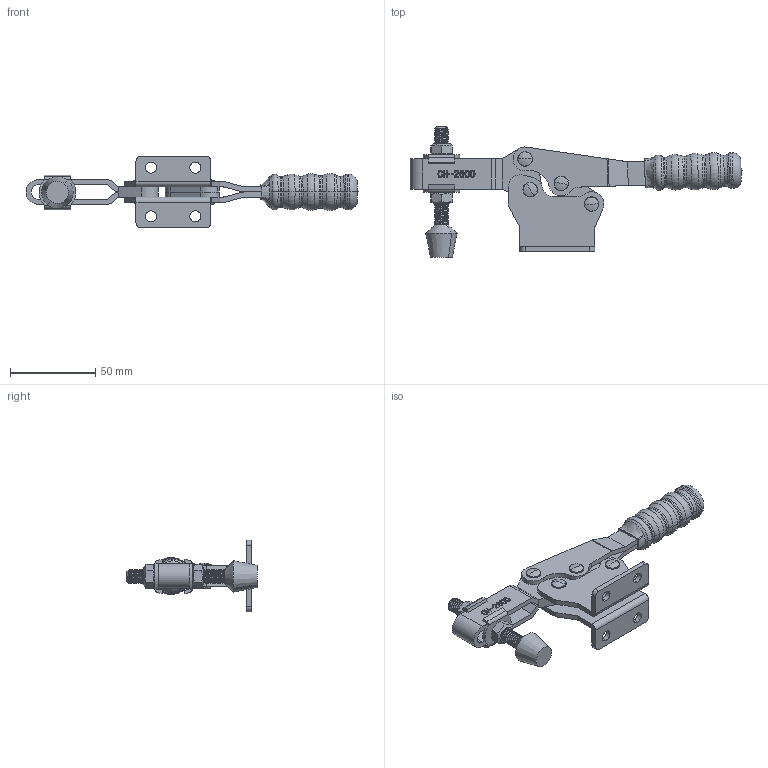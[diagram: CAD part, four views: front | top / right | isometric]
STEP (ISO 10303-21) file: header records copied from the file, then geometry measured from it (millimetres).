
FILE_DESCRIPTION (( 'STEP AP203' ), '1' );
FILE_NAME ('CH-2600.STEP', '2017-11-14T05:53:38', ( 'Windows' ), ( 'Microsoft' ), 'SwSTEP 2.0', 'SolidWorks 2015', '' );
FILE_SCHEMA (( 'CONFIG_CONTROL_DESIGN' ));
Length unit declared in the file: millimetre
Products named in the file (10): CH-FC-56300___; CH-101-D-06; CH-FC-56300-02___; CH-2600; CH-2600-02___; CH-2600-01___; CH-2600-03___; CH-2600-04___; CH-2600-06___; FW516___
Assembly tree (14 placements, depth 2):
  CH-2600
    CH-FC-56300-02___  x2
    CH-2600-02___
    CH-2600-01___
    CH-2600-03___
    CH-2600-04___
    CH-2600-06___  x4
    FW516___  x2
    CH-FC-56300___
    CH-101-D-06
Bounding box: 194.82 x 76.52 x 42 mm (x, y, z)
Volume: 60010.4 mm3; surface area: 44762.9 mm2
Topology: 17 solids, 17 shells, 838 faces, 2193 edges, 1412 vertices
Faces by surface type: plane 256, cylinder 252, bspline 248, cone 54, torus 28
Entity records: 48438 total; most frequent: CARTESIAN_POINT 31143, ORIENTED_EDGE 3818, DIRECTION 2648, EDGE_CURVE 1909, VERTEX_POINT 1247, VECTOR 934, LINE 934, AXIS2_PLACEMENT_3D 857
